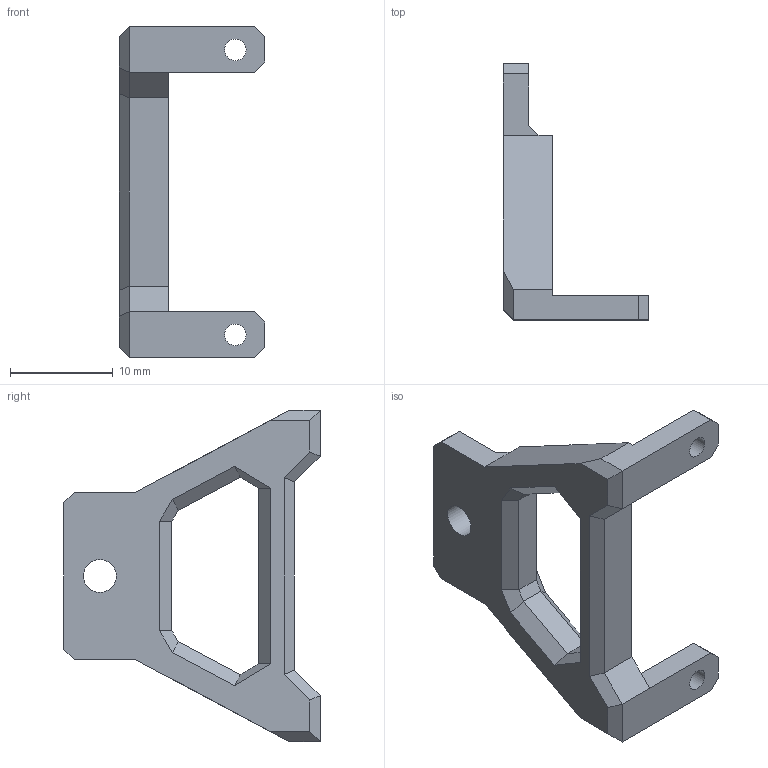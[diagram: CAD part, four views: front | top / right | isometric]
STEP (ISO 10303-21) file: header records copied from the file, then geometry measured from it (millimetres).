
FILE_DESCRIPTION(/* description */ ('STEP AP214'),/* implementation_level */ '2;1');
FILE_NAME(/* name */ '60454e0b85bdcf1887485004',/* time_stamp */ '2021-03-07T22:05:00+00:00',/* author */ (''),/* organization */ (''),/* preprocessor_version */ 'ST-DEVELOPER v18.1',/* originating_system */ ' ',/* authorisation */ ' ');
FILE_SCHEMA (('AUTOMOTIVE_DESIGN {1 0 10303 214 3 1 1}'));
Length unit declared in the file: metre
Products named in the file (1): servo_mount
Bounding box: 14.2 x 24.94 x 32.3 mm (x, y, z)
Volume: 1663.5 mm3; surface area: 1645.5 mm2
Topology: 1 solids, 1 shells, 63 faces, 160 edges, 99 vertices
Faces by surface type: plane 60, cylinder 3
Full cylindrical faces by diameter (mm): 2.1 x2, 3.2 x1
Entity records: 1840 total; most frequent: CARTESIAN_POINT 314, ORIENTED_EDGE 308, DIRECTION 288, EDGE_CURVE 154, LINE 148, VECTOR 148, VERTEX_POINT 96, EDGE_LOOP 74
